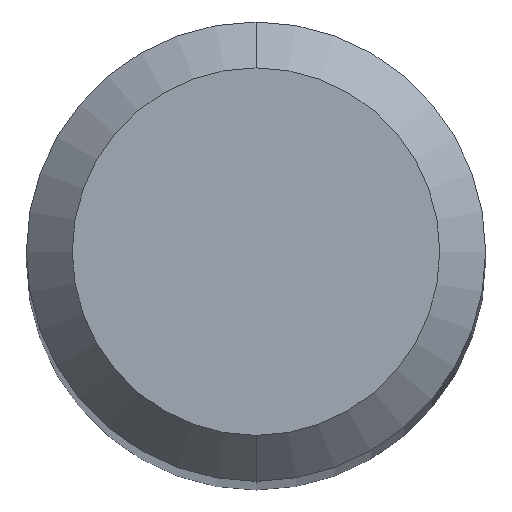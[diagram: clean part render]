
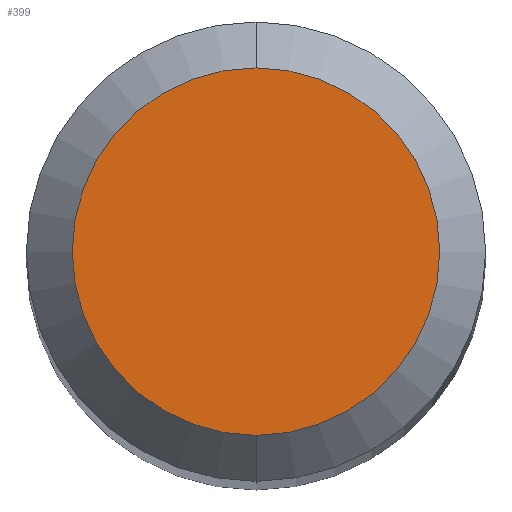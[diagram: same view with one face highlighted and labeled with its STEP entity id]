
A CAD part, top view. The second image highlights one B-rep face of the part: STEP entity #399.
In plain terms, the highlighted planar face has unit normal (0, 0, 1).
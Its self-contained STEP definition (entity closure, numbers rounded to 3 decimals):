
#209=VERTEX_POINT('',#520);
#309=EDGE_CURVE('',#381,#209,#627,.T.);
#373=EDGE_CURVE('',#209,#381,#696,.T.);
#381=VERTEX_POINT('',#706);
#399=ADVANCED_FACE('',(#724),#725,.T.);
#520=CARTESIAN_POINT('',(0.0,1.2,0.0));
#627=CIRCLE('',#1155,1.2);
#696=CIRCLE('',#1253,1.2);
#706=CARTESIAN_POINT('',(0.,-1.2,0.0));
#724=FACE_OUTER_BOUND('',#1319,.T.);
#725=PLANE('',#1320);
#1155=AXIS2_PLACEMENT_3D('',#1581,#1582,#1583);
#1253=AXIS2_PLACEMENT_3D('',#1648,#1649,#1650);
#1319=EDGE_LOOP('',(#1689,#1690));
#1320=AXIS2_PLACEMENT_3D('',#1691,#1692,#1693);
#1581=CARTESIAN_POINT('',(0.0,0.0,0.0));
#1582=DIRECTION('',(0.0,0.0,-1.0));
#1583=DIRECTION('',(0.0,1.0,0.0));
#1648=CARTESIAN_POINT('',(0.0,0.0,0.0));
#1649=DIRECTION('',(0.0,0.0,-1.0));
#1650=DIRECTION('',(0.0,1.0,0.0));
#1689=ORIENTED_EDGE('',*,*,#373,.F.);
#1690=ORIENTED_EDGE('',*,*,#309,.F.);
#1691=CARTESIAN_POINT('',(0.0,0.6,0.0));
#1692=DIRECTION('',(-0.0,0.0,1.0));
#1693=DIRECTION('',(0.0,-1.0,0.0));
